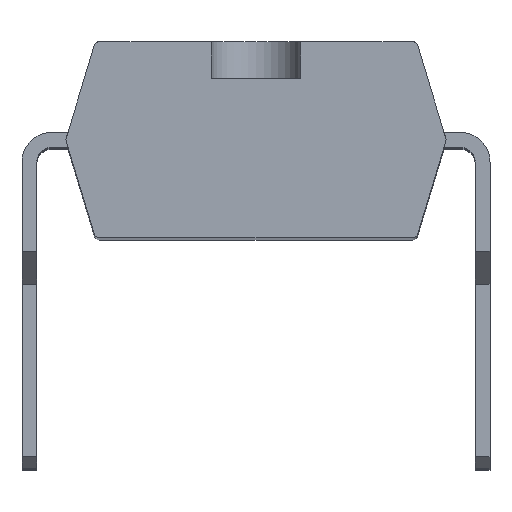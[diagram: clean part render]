
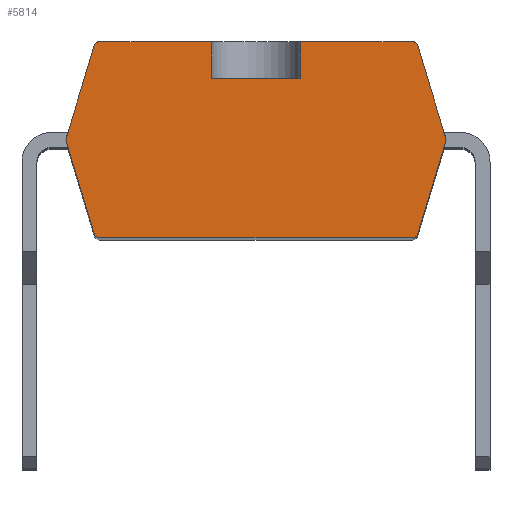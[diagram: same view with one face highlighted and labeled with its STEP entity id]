
A CAD part, top view. The second image highlights one B-rep face of the part: STEP entity #5814.
In plain terms, the highlighted planar face has unit normal (0, 0, 1).
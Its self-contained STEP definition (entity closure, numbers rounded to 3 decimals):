
#217=PLANE('',#6194);
#727=FACE_OUTER_BOUND('',#1001,.T.);
#1001=EDGE_LOOP('',(#5358,#5359,#5360,#5361,#5362,#5363,#5364,#5365,#5366,
#5367,#5368,#5369,#5370,#5371,#5372,#5373));
#1615=LINE('',#9063,#2315);
#1616=LINE('',#9067,#2316);
#1617=LINE('',#9070,#2317);
#1618=LINE('',#9073,#2318);
#1621=LINE('',#9077,#2321);
#1625=LINE('',#9091,#2325);
#1670=LINE('',#9196,#2370);
#1677=LINE('',#9213,#2377);
#1680=LINE('',#9223,#2380);
#1681=LINE('',#9226,#2381);
#2315=VECTOR('',#7448,10.);
#2316=VECTOR('',#7451,10.);
#2317=VECTOR('',#7456,10.);
#2318=VECTOR('',#7459,10.);
#2321=VECTOR('',#7462,10.);
#2325=VECTOR('',#7476,10.);
#2370=VECTOR('',#7575,10.);
#2377=VECTOR('',#7588,10.);
#2380=VECTOR('',#7599,10.);
#2381=VECTOR('',#7602,10.);
#2515=CIRCLE('',#6162,0.1);
#2517=CIRCLE('',#6165,0.1);
#2518=CIRCLE('',#6167,0.1);
#2524=CIRCLE('',#6192,0.1);
#2526=CIRCLE('',#6195,0.1);
#2527=CIRCLE('',#6196,0.1);
#2992=VERTEX_POINT('',#9061);
#2993=VERTEX_POINT('',#9062);
#2994=VERTEX_POINT('',#9064);
#2995=VERTEX_POINT('',#9066);
#2996=VERTEX_POINT('',#9072);
#2997=VERTEX_POINT('',#9075);
#3001=VERTEX_POINT('',#9088);
#3002=VERTEX_POINT('',#9090);
#3006=VERTEX_POINT('',#9100);
#3008=VERTEX_POINT('',#9106);
#3009=VERTEX_POINT('',#9110);
#3041=VERTEX_POINT('',#9210);
#3042=VERTEX_POINT('',#9212);
#3043=VERTEX_POINT('',#9216);
#3045=VERTEX_POINT('',#9222);
#3046=VERTEX_POINT('',#9225);
#3757=EDGE_CURVE('',#2992,#2993,#1615,.T.);
#3759=EDGE_CURVE('',#2995,#2994,#1616,.T.);
#3761=EDGE_CURVE('',#2994,#2992,#1617,.T.);
#3762=EDGE_CURVE('',#2996,#2995,#1618,.T.);
#3765=EDGE_CURVE('',#2993,#2997,#1621,.T.);
#3771=EDGE_CURVE('',#3002,#3001,#1625,.T.);
#3776=EDGE_CURVE('',#3006,#3002,#2515,.T.);
#3780=EDGE_CURVE('',#3001,#3008,#2517,.T.);
#3782=EDGE_CURVE('',#2997,#3009,#2518,.T.);
#3824=EDGE_CURVE('',#3009,#3006,#1670,.T.);
#3832=EDGE_CURVE('',#3041,#3042,#1677,.T.);
#3834=EDGE_CURVE('',#3043,#3041,#2524,.T.);
#3837=EDGE_CURVE('',#3045,#3008,#1680,.T.);
#3838=EDGE_CURVE('',#3042,#3045,#2526,.T.);
#3839=EDGE_CURVE('',#3046,#3043,#1681,.T.);
#3840=EDGE_CURVE('',#2996,#3046,#2527,.T.);
#5358=ORIENTED_EDGE('',*,*,#3757,.T.);
#5359=ORIENTED_EDGE('',*,*,#3765,.T.);
#5360=ORIENTED_EDGE('',*,*,#3782,.T.);
#5361=ORIENTED_EDGE('',*,*,#3824,.T.);
#5362=ORIENTED_EDGE('',*,*,#3776,.T.);
#5363=ORIENTED_EDGE('',*,*,#3771,.T.);
#5364=ORIENTED_EDGE('',*,*,#3780,.T.);
#5365=ORIENTED_EDGE('',*,*,#3837,.F.);
#5366=ORIENTED_EDGE('',*,*,#3838,.F.);
#5367=ORIENTED_EDGE('',*,*,#3832,.F.);
#5368=ORIENTED_EDGE('',*,*,#3834,.F.);
#5369=ORIENTED_EDGE('',*,*,#3839,.F.);
#5370=ORIENTED_EDGE('',*,*,#3840,.F.);
#5371=ORIENTED_EDGE('',*,*,#3762,.T.);
#5372=ORIENTED_EDGE('',*,*,#3759,.T.);
#5373=ORIENTED_EDGE('',*,*,#3761,.T.);
#5814=ADVANCED_FACE('',(#727),#217,.T.);
#6162=AXIS2_PLACEMENT_3D('',#9101,#7483,#7484);
#6165=AXIS2_PLACEMENT_3D('',#9108,#7491,#7492);
#6167=AXIS2_PLACEMENT_3D('',#9112,#7496,#7497);
#6192=AXIS2_PLACEMENT_3D('',#9217,#7592,#7593);
#6194=AXIS2_PLACEMENT_3D('',#9221,#7597,#7598);
#6195=AXIS2_PLACEMENT_3D('',#9224,#7600,#7601);
#6196=AXIS2_PLACEMENT_3D('',#9227,#7603,#7604);
#7448=DIRECTION('',(0.,1.,0.));
#7451=DIRECTION('',(0.,-1.,0.));
#7456=DIRECTION('',(-1.,0.,0.));
#7459=DIRECTION('',(-1.,0.,0.));
#7462=DIRECTION('',(-1.,0.,0.));
#7476=DIRECTION('',(0.29,-0.957,0.));
#7483=DIRECTION('center_axis',(0.,0.,1.));
#7484=DIRECTION('ref_axis',(-1.,0.,0.));
#7491=DIRECTION('center_axis',(0.,0.,1.));
#7492=DIRECTION('ref_axis',(-0.596,-0.803,0.));
#7496=DIRECTION('center_axis',(0.,0.,1.));
#7497=DIRECTION('ref_axis',(-0.596,0.803,0.));
#7575=DIRECTION('',(-0.29,-0.957,0.));
#7588=DIRECTION('',(-0.29,-0.957,0.));
#7592=DIRECTION('center_axis',(0.,0.,-1.));
#7593=DIRECTION('ref_axis',(1.,0.,0.));
#7597=DIRECTION('center_axis',(0.,0.,1.));
#7598=DIRECTION('ref_axis',(1.,0.,0.));
#7599=DIRECTION('',(-1.,0.,0.));
#7600=DIRECTION('center_axis',(0.,0.,-1.));
#7601=DIRECTION('ref_axis',(0.596,-0.803,0.));
#7602=DIRECTION('',(0.29,-0.957,0.));
#7603=DIRECTION('center_axis',(0.,0.,-1.));
#7604=DIRECTION('ref_axis',(0.596,0.803,0.));
#9061=CARTESIAN_POINT('',(-3.45,2.68,0.));
#9062=CARTESIAN_POINT('',(-3.45,3.3,0.));
#9063=CARTESIAN_POINT('',(-3.45,3.28,0.));
#9064=CARTESIAN_POINT('',(-1.95,2.68,0.));
#9066=CARTESIAN_POINT('',(-1.95,3.3,0.));
#9067=CARTESIAN_POINT('',(-1.95,3.28,0.));
#9070=CARTESIAN_POINT('',(-1.981,2.68,0.));
#9072=CARTESIAN_POINT('',(-0.074,3.3,0.));
#9073=CARTESIAN_POINT('',(-2.7,3.3,0.));
#9075=CARTESIAN_POINT('',(-5.326,3.3,0.));
#9077=CARTESIAN_POINT('',(-2.7,3.3,0.));
#9088=CARTESIAN_POINT('',(-5.422,0.071,0.));
#9090=CARTESIAN_POINT('',(-5.891,1.621,0.));
#9091=CARTESIAN_POINT('',(-5.9,1.65,0.));
#9100=CARTESIAN_POINT('',(-5.891,1.679,0.));
#9101=CARTESIAN_POINT('Origin',(-5.796,1.65,0.));
#9106=CARTESIAN_POINT('',(-5.326,0.,0.));
#9108=CARTESIAN_POINT('Origin',(-5.326,0.1,0.));
#9110=CARTESIAN_POINT('',(-5.422,3.229,0.));
#9112=CARTESIAN_POINT('Origin',(-5.326,3.2,0.));
#9196=CARTESIAN_POINT('',(-5.4,3.3,0.));
#9210=CARTESIAN_POINT('',(0.491,1.621,0.));
#9212=CARTESIAN_POINT('',(0.022,0.071,0.));
#9213=CARTESIAN_POINT('',(0.5,1.65,0.));
#9216=CARTESIAN_POINT('',(0.491,1.679,0.));
#9217=CARTESIAN_POINT('Origin',(0.396,1.65,0.));
#9221=CARTESIAN_POINT('Origin',(-1.263,1.65,0.));
#9222=CARTESIAN_POINT('',(-0.074,0.,0.));
#9223=CARTESIAN_POINT('',(0.,0.,0.));
#9224=CARTESIAN_POINT('Origin',(-0.074,0.1,0.));
#9225=CARTESIAN_POINT('',(0.022,3.229,0.));
#9226=CARTESIAN_POINT('',(0.,3.3,0.));
#9227=CARTESIAN_POINT('Origin',(-0.074,3.2,0.));
